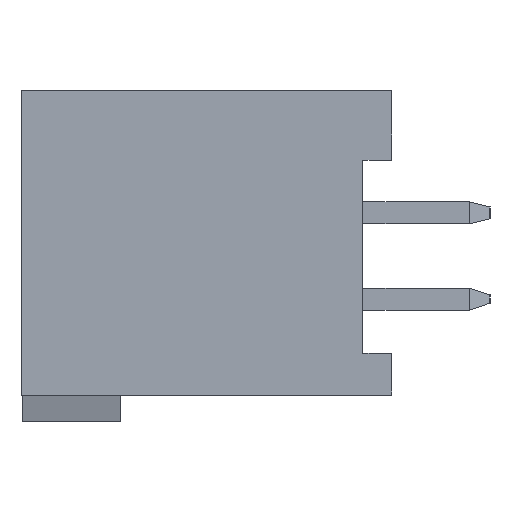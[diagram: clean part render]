
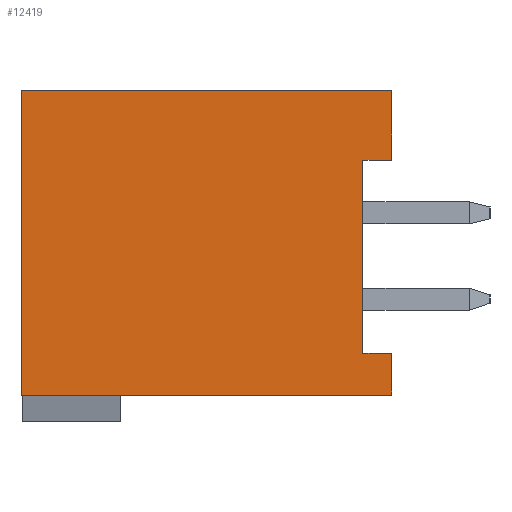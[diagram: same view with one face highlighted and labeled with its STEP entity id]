
A CAD part, left-side view. The second image highlights one B-rep face of the part: STEP entity #12419.
In plain terms, the highlighted planar face has unit normal (-1, 0, 0).
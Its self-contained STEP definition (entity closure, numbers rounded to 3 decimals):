
#1189=DIRECTION('',(0.,0.,1.));
#1190=VECTOR('',#1189,2.05);
#1191=CARTESIAN_POINT('',(-32.92,-5.45,2.825));
#1192=LINE('',#1191,#1190);
#1209=DIRECTION('',(0.,0.,1.));
#1210=VECTOR('',#1209,1.225);
#1211=CARTESIAN_POINT('',(-32.92,-5.45,-4.1));
#1212=LINE('',#1211,#1210);
#1233=DIRECTION('',(0.,-1.,0.));
#1234=VECTOR('',#1233,10.9);
#1235=CARTESIAN_POINT('',(-32.92,5.45,-4.1));
#1236=LINE('',#1235,#1234);
#1237=DIRECTION('',(0.,0.,1.));
#1238=VECTOR('',#1237,8.975);
#1239=CARTESIAN_POINT('',(-32.92,5.45,-4.1));
#1240=LINE('',#1239,#1238);
#1241=DIRECTION('',(0.,1.,0.));
#1242=VECTOR('',#1241,0.85);
#1243=CARTESIAN_POINT('',(-32.92,-5.45,2.825));
#1244=LINE('',#1243,#1242);
#1245=DIRECTION('',(0.,0.,1.));
#1246=VECTOR('',#1245,5.7);
#1247=CARTESIAN_POINT('',(-32.92,-4.6,-2.875));
#1248=LINE('',#1247,#1246);
#1249=DIRECTION('',(0.,1.,0.));
#1250=VECTOR('',#1249,0.85);
#1251=CARTESIAN_POINT('',(-32.92,-5.45,-2.875));
#1252=LINE('',#1251,#1250);
#1257=DIRECTION('',(0.,-1.,0.));
#1258=VECTOR('',#1257,10.9);
#1259=CARTESIAN_POINT('',(-32.92,5.45,4.875));
#1260=LINE('',#1259,#1258);
#8665=CARTESIAN_POINT('',(-32.92,5.45,4.875));
#8666=CARTESIAN_POINT('',(-32.92,-5.45,4.875));
#8667=VERTEX_POINT('',#8665);
#8668=VERTEX_POINT('',#8666);
#8685=CARTESIAN_POINT('',(-32.92,-5.45,-2.875));
#8686=CARTESIAN_POINT('',(-32.92,-4.6,-2.875));
#8687=VERTEX_POINT('',#8685);
#8688=VERTEX_POINT('',#8686);
#8689=CARTESIAN_POINT('',(-32.92,-4.6,2.825));
#8690=VERTEX_POINT('',#8689);
#8691=CARTESIAN_POINT('',(-32.92,-5.45,2.825));
#8692=VERTEX_POINT('',#8691);
#8779=CARTESIAN_POINT('',(-32.92,5.45,-4.1));
#8780=CARTESIAN_POINT('',(-32.92,-5.45,-4.1));
#8781=VERTEX_POINT('',#8779);
#8782=VERTEX_POINT('',#8780);
#12402=CARTESIAN_POINT('',(-32.92,5.45,-4.875));
#12403=DIRECTION('',(-1.,0.,0.));
#12404=DIRECTION('',(0.,-1.,0.));
#12405=AXIS2_PLACEMENT_3D('',#12402,#12403,#12404);
#12406=PLANE('',#12405);
#12407=ORIENTED_EDGE('',*,*,#11487,.F.);
#12408=ORIENTED_EDGE('',*,*,#11375,.T.);
#12410=ORIENTED_EDGE('',*,*,#12409,.T.);
#12411=ORIENTED_EDGE('',*,*,#12354,.F.);
#12412=ORIENTED_EDGE('',*,*,#11755,.T.);
#12413=ORIENTED_EDGE('',*,*,#11796,.F.);
#12415=ORIENTED_EDGE('',*,*,#12414,.F.);
#12416=ORIENTED_EDGE('',*,*,#12381,.F.);
#12417=EDGE_LOOP('',(#12407,#12408,#12410,#12411,#12412,#12413,#12415,#12416));
#12418=FACE_OUTER_BOUND('',#12417,.F.);
#12419=ADVANCED_FACE('',(#12418),#12406,.T.);
#11375=EDGE_CURVE('',#8781,#8667,#1240,.T.);
#11487=EDGE_CURVE('',#8781,#8782,#1236,.T.);
#11755=EDGE_CURVE('',#8692,#8690,#1244,.T.);
#11796=EDGE_CURVE('',#8688,#8690,#1248,.T.);
#12354=EDGE_CURVE('',#8692,#8668,#1192,.T.);
#12381=EDGE_CURVE('',#8782,#8687,#1212,.T.);
#12409=EDGE_CURVE('',#8667,#8668,#1260,.T.);
#12414=EDGE_CURVE('',#8687,#8688,#1252,.T.);
